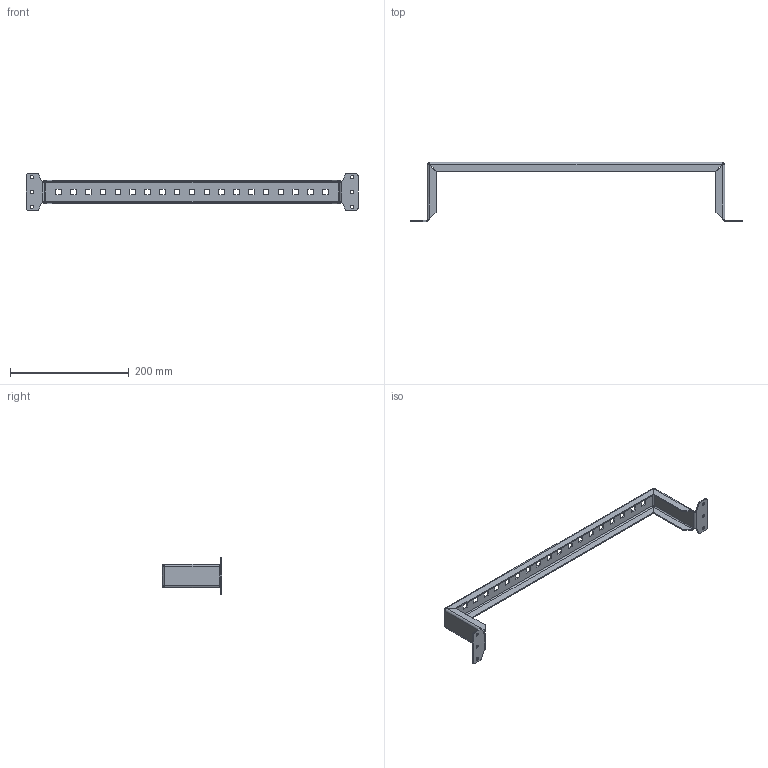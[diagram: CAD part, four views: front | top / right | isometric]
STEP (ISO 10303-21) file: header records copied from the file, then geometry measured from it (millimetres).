
FILE_DESCRIPTION (( 'STEP AP214' ), '1' );
FILE_NAME ('992.600.STEP', '2024-10-04T04:51:51', ( '' ), ( '' ), 'SwSTEP 2.0', 'SolidWorks 2021', '' );
FILE_SCHEMA (( 'AUTOMOTIVE_DESIGN' ));
Length unit declared in the file: millimetre
Products named in the file (1): 992.600
Bounding box: 560 x 100 x 64 mm (x, y, z)
Volume: 88376.5 mm3; surface area: 93563.9 mm2
Topology: 1 solids, 1 shells, 190 faces, 484 edges, 296 vertices
Faces by surface type: plane 138, cylinder 40, bspline 12
Entity records: 6058 total; most frequent: CARTESIAN_POINT 1463, ORIENTED_EDGE 968, DIRECTION 850, EDGE_CURVE 484, LINE 380, VECTOR 380, VERTEX_POINT 296, EDGE_LOOP 240
